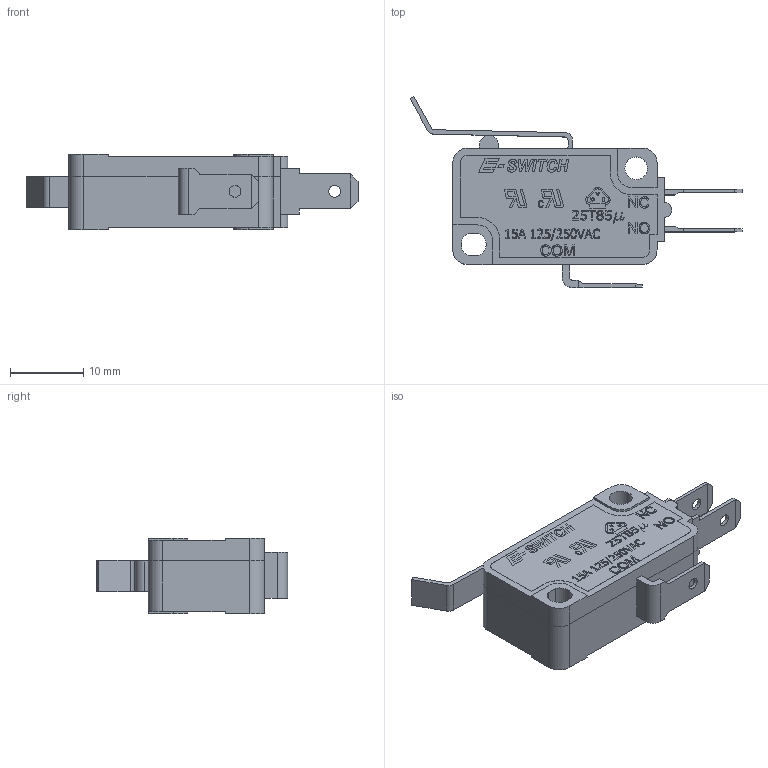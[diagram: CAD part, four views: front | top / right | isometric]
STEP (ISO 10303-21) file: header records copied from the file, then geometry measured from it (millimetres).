
FILE_DESCRIPTION(/* description */ (''),/* implementation_level */ '2;1');
FILE_NAME(/* name */ 'LS0851507FxxxC1A.stp',/* time_stamp */ '2025-05-23T09:10:29-05:00',/* author */ ('mroman'),/* organization */ (''),/* preprocessor_version */ 'ST-DEVELOPER v18.1',/* originating_system */ 'Autodesk Inventor 2022',/* authorisation */ '');
FILE_SCHEMA (('AUTOMOTIVE_DESIGN { 1 0 10303 214 3 1 1 }'));
Length unit declared in the file: centimetre
Products named in the file (1): LS0851507FxxxC1A
Bounding box: 45.35 x 26.13 x 10.3 mm (x, y, z)
Volume: 4391.9 mm3; surface area: 2730.4 mm2
Topology: 1 solids, 1 shells, 790 faces, 2163 edges, 1429 vertices
Faces by surface type: plane 522, bspline 207, cylinder 61
Full cylindrical faces by diameter (mm): 1.6 x3, 3.1 x2
Entity records: 27288 total; most frequent: CARTESIAN_POINT 8508, ORIENTED_EDGE 4328, DIRECTION 3032, EDGE_CURVE 2164, LINE 1636, VECTOR 1636, VERTEX_POINT 1429, EDGE_LOOP 855
